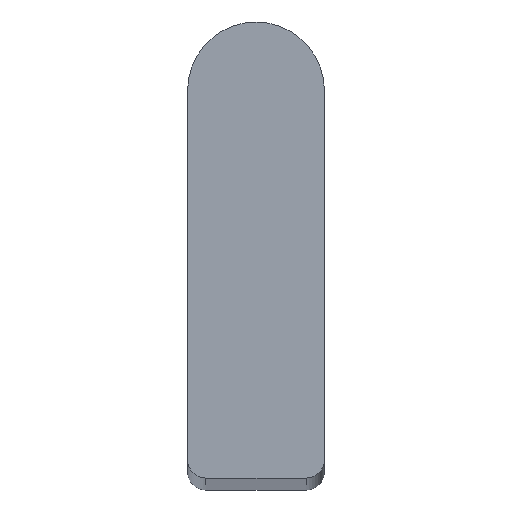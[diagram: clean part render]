
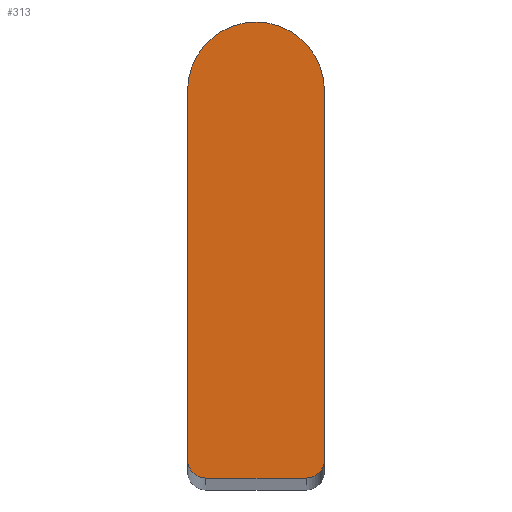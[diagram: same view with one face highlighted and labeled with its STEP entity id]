
A CAD part, top view. The second image highlights one B-rep face of the part: STEP entity #313.
In plain terms, the highlighted planar face has unit normal (0, 0, 1).
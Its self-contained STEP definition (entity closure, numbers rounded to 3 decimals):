
#32=PLANE('',#354);
#38=FACE_OUTER_BOUND('',#54,.T.);
#54=EDGE_LOOP('',(#224,#225,#226,#227,#228,#229));
#86=LINE('',#498,#106);
#89=LINE('',#504,#109);
#90=LINE('',#508,#110);
#106=VECTOR('',#400,10.);
#109=VECTOR('',#405,10.);
#110=VECTOR('',#408,10.);
#124=CIRCLE('',#351,0.8);
#126=CIRCLE('',#355,3.);
#127=CIRCLE('',#356,0.8);
#146=VERTEX_POINT('',#488);
#147=VERTEX_POINT('',#489);
#150=VERTEX_POINT('',#497);
#152=VERTEX_POINT('',#503);
#153=VERTEX_POINT('',#505);
#154=VERTEX_POINT('',#507);
#174=EDGE_CURVE('',#146,#147,#124,.T.);
#178=EDGE_CURVE('',#150,#147,#86,.T.);
#181=EDGE_CURVE('',#146,#152,#89,.T.);
#182=EDGE_CURVE('',#152,#153,#126,.T.);
#183=EDGE_CURVE('',#153,#154,#90,.T.);
#184=EDGE_CURVE('',#150,#154,#127,.T.);
#224=ORIENTED_EDGE('',*,*,#174,.F.);
#225=ORIENTED_EDGE('',*,*,#181,.T.);
#226=ORIENTED_EDGE('',*,*,#182,.T.);
#227=ORIENTED_EDGE('',*,*,#183,.T.);
#228=ORIENTED_EDGE('',*,*,#184,.F.);
#229=ORIENTED_EDGE('',*,*,#178,.T.);
#313=ADVANCED_FACE('',(#38),#32,.T.);
#351=AXIS2_PLACEMENT_3D('',#490,#392,#393);
#354=AXIS2_PLACEMENT_3D('',#502,#403,#404);
#355=AXIS2_PLACEMENT_3D('',#506,#406,#407);
#356=AXIS2_PLACEMENT_3D('',#509,#409,#410);
#392=DIRECTION('center_axis',(0.,0.,-1.));
#393=DIRECTION('ref_axis',(0.707,-0.707,0.));
#400=DIRECTION('',(1.,0.,0.));
#403=DIRECTION('center_axis',(0.,0.,1.));
#404=DIRECTION('ref_axis',(1.,0.,0.));
#405=DIRECTION('',(0.,1.,0.));
#406=DIRECTION('center_axis',(0.,0.,1.));
#407=DIRECTION('ref_axis',(1.,0.,0.));
#408=DIRECTION('',(0.,-1.,0.));
#409=DIRECTION('center_axis',(0.,0.,-1.));
#410=DIRECTION('ref_axis',(-0.707,-0.707,0.));
#488=CARTESIAN_POINT('',(6.,-2.2,150.));
#489=CARTESIAN_POINT('',(5.2,-3.,150.));
#490=CARTESIAN_POINT('Origin',(5.2,-2.2,150.));
#497=CARTESIAN_POINT('',(0.8,-3.,150.));
#498=CARTESIAN_POINT('',(0.,-3.,150.));
#502=CARTESIAN_POINT('Origin',(3.,7.,150.));
#503=CARTESIAN_POINT('',(6.,14.,150.));
#504=CARTESIAN_POINT('',(6.,-3.,150.));
#505=CARTESIAN_POINT('',(0.,14.,150.));
#506=CARTESIAN_POINT('Origin',(3.,14.,150.));
#507=CARTESIAN_POINT('',(0.,-2.2,150.));
#508=CARTESIAN_POINT('',(0.,14.,150.));
#509=CARTESIAN_POINT('Origin',(0.8,-2.2,150.));
